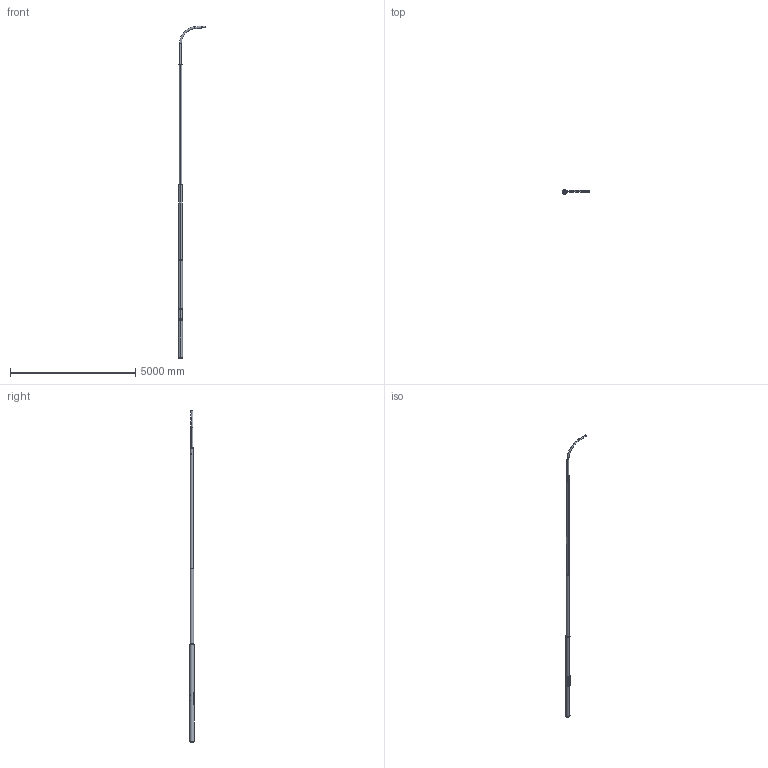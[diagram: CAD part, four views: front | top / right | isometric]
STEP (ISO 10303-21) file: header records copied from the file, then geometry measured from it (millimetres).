
FILE_DESCRIPTION (( 'STEP AP214' ), '1' );
FILE_NAME ('110470KGXS P210B112O 4608136 P-VARTINEN OLAKEPYLVÄS_3D.step', '2022-05-28T14:50:54', ( '' ), ( '' ), 'SwSTEP 2.0', 'SolidWorks 2021', '' );
FILE_SCHEMA (( 'AUTOMOTIVE_DESIGN' ));
Length unit declared in the file: millimetre
Products named in the file (15): OLAKERUNKO_B112O; socket set screw cone point_din_DIN 914 - M10 x 20-N; 110470KGXS P210B112O 4608136 P-VARTINEN OLAKEPYLVÄS_3D; 114,3X3,6 PY烼E鵬UTKI-LATVA_114,3X3,6 LATVAPUTKI-4800; P-OLAKEVARREN AIHIO_P210BO; P-OLAKEVARSI_P210BO; YKSI R_KYTKENTÄAUKON LUUKKU_LUUKKU D168,3; socket set screw cone point_din_DIN 914 - M10 x 25-N; OLAKEVARREN LATTA_LATTA 3X14X200; SOVITERENGAS OLAKEVARSI_SOVITERENGAS D76-D114; socket head cap screw_din_DIN 912 M6 x 16 --- 16N; 168,3X4,0 PYÖREÄPUTKI-TYVI_168 TYVIPUTKI TASALATVA-3900; LATTA 5X16X460 KYTKENTÄAUKON VAHVIKE_C 1; 139,7X3,6 PYÖREÄPUTKI-VÄLI_168-139-114 VŽLIPUTKI TASALATVA-2400; KYTKENTÄAUKON LATTARAUTA_LATTA 4X20X120
Assembly tree (22 placements, depth 3):
  110470KGXS P210B112O 4608136 P-VARTINEN OLAKEPYLVÄS_3D
    OLAKERUNKO_B112O
      168,3X4,0 PYÖREÄPUTKI-TYVI_168 TYVIPUTKI TASALATVA-3900
      139,7X3,6 PYÖREÄPUTKI-VÄLI_168-139-114 VŽLIPUTKI TASALATVA-2400
      114,3X3,6 PY烼E鵬UTKI-LATVA_114,3X3,6 LATVAPUTKI-4800
      socket set screw cone point_din_DIN 914 - M10 x 20-N
      socket set screw cone point_din_DIN 914 - M10 x 25-N  x2
      YKSI R_KYTKENTÄAUKON LUUKKU_LUUKKU D168,3
      socket head cap screw_din_DIN 912 M6 x 16 --- 16N  x4
      KYTKENTÄAUKON LATTARAUTA_LATTA 4X20X120  x2
      LATTA 5X16X460 KYTKENTÄAUKON VAHVIKE_C 1  x2
    P-OLAKEVARSI_P210BO
      P-OLAKEVARREN AIHIO_P210BO
      SOVITERENGAS OLAKEVARSI_SOVITERENGAS D76-D114
      OLAKEVARREN LATTA_LATTA 3X14X200  x3
Bounding box: 1087.19 x 175.8 x 13229.96 mm (x, y, z)
Volume: 20427184.8 mm3; surface area: 11230575.3 mm2
Topology: 20 solids, 20 shells, 326 faces, 762 edges, 468 vertices
Faces by surface type: plane 158, cylinder 88, cone 52, torus 26, bspline 2
Entity records: 8476 total; most frequent: CARTESIAN_POINT 2974, DIRECTION 1048, ORIENTED_EDGE 1000, EDGE_CURVE 500, AXIS2_PLACEMENT_3D 395, VERTEX_POINT 313, LINE 258, VECTOR 258
